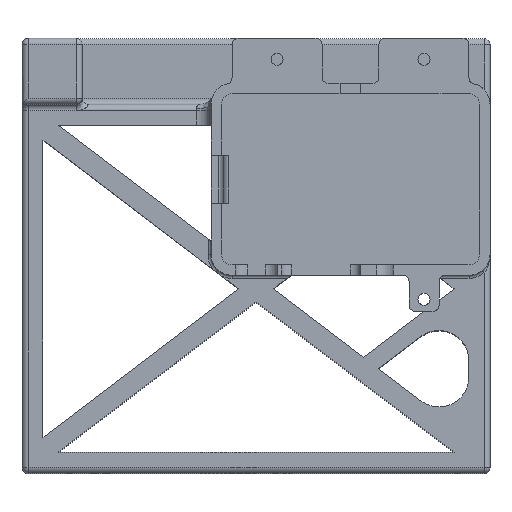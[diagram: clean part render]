
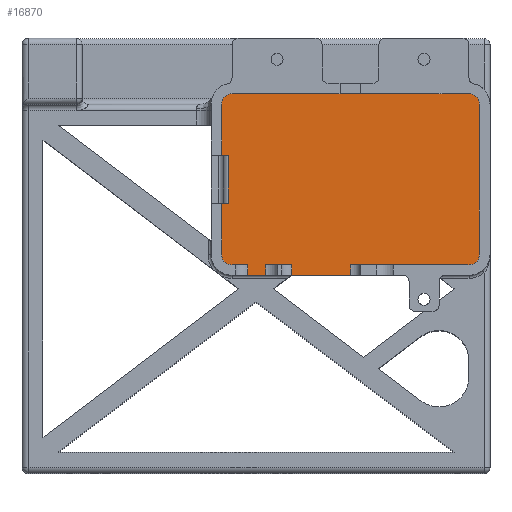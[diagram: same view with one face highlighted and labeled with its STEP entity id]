
A CAD part, top view. The second image highlights one B-rep face of the part: STEP entity #16870.
In plain terms, the highlighted planar face has unit normal (0, 0, 1).
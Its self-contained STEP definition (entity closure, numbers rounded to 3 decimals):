
#235=LINE('',#25670,#2522);
#237=LINE('',#25679,#2524);
#239=LINE('',#25685,#2526);
#241=LINE('',#25694,#2528);
#242=LINE('',#25699,#2529);
#243=LINE('',#25701,#2530);
#244=LINE('',#25704,#2531);
#245=LINE('',#25705,#2532);
#246=LINE('',#25707,#2533);
#247=LINE('',#25708,#2534);
#248=LINE('',#25710,#2535);
#249=LINE('',#25714,#2536);
#250=LINE('',#25718,#2537);
#251=LINE('',#25722,#2538);
#252=LINE('',#25724,#2539);
#253=LINE('',#25725,#2540);
#2522=VECTOR('',#18864,10.);
#2524=VECTOR('',#18872,10.);
#2526=VECTOR('',#18878,10.);
#2528=VECTOR('',#18886,10.);
#2529=VECTOR('',#18891,10.);
#2530=VECTOR('',#18892,10.);
#2531=VECTOR('',#18895,10.);
#2532=VECTOR('',#18896,10.);
#2533=VECTOR('',#18897,10.);
#2534=VECTOR('',#18898,10.);
#2535=VECTOR('',#18899,10.);
#2536=VECTOR('',#18902,10.);
#2537=VECTOR('',#18905,10.);
#2538=VECTOR('',#18908,10.);
#2539=VECTOR('',#18909,10.);
#2540=VECTOR('',#18910,10.);
#4795=PLANE('',#17772);
#5539=FACE_OUTER_BOUND('',#6413,.T.);
#6413=EDGE_LOOP('',(#11862,#11863,#11864,#11865,#11866,#11867,#11868,#11869,
#11870,#11871,#11872,#11873,#11874,#11875,#11876,#11877,#11878,#11879,#11880,
#11881));
#7368=CIRCLE('',#17773,3.5);
#7369=CIRCLE('',#17774,3.5);
#7370=CIRCLE('',#17775,3.5);
#7371=CIRCLE('',#17776,3.5);
#7639=VERTEX_POINT('',#25667);
#7640=VERTEX_POINT('',#25669);
#7643=VERTEX_POINT('',#25676);
#7644=VERTEX_POINT('',#25678);
#7646=VERTEX_POINT('',#25684);
#7649=VERTEX_POINT('',#25691);
#7650=VERTEX_POINT('',#25693);
#7651=VERTEX_POINT('',#25697);
#7652=VERTEX_POINT('',#25698);
#7653=VERTEX_POINT('',#25700);
#7654=VERTEX_POINT('',#25702);
#7655=VERTEX_POINT('',#25706);
#7656=VERTEX_POINT('',#25709);
#7657=VERTEX_POINT('',#25711);
#7658=VERTEX_POINT('',#25713);
#7659=VERTEX_POINT('',#25715);
#7660=VERTEX_POINT('',#25717);
#7661=VERTEX_POINT('',#25719);
#7662=VERTEX_POINT('',#25721);
#7663=VERTEX_POINT('',#25723);
#9305=EDGE_CURVE('',#7640,#7639,#235,.T.);
#9309=EDGE_CURVE('',#7644,#7643,#237,.T.);
#9312=EDGE_CURVE('',#7646,#7640,#239,.T.);
#9316=EDGE_CURVE('',#7649,#7650,#241,.T.);
#9318=EDGE_CURVE('',#7651,#7652,#242,.T.);
#9319=EDGE_CURVE('',#7652,#7653,#243,.T.);
#9320=EDGE_CURVE('',#7653,#7654,#7368,.T.);
#9321=EDGE_CURVE('',#7654,#7650,#244,.T.);
#9322=EDGE_CURVE('',#7646,#7649,#245,.T.);
#9323=EDGE_CURVE('',#7655,#7639,#246,.T.);
#9324=EDGE_CURVE('',#7644,#7655,#247,.T.);
#9325=EDGE_CURVE('',#7643,#7656,#248,.T.);
#9326=EDGE_CURVE('',#7656,#7657,#7369,.T.);
#9327=EDGE_CURVE('',#7657,#7658,#249,.T.);
#9328=EDGE_CURVE('',#7658,#7659,#7370,.T.);
#9329=EDGE_CURVE('',#7659,#7660,#250,.T.);
#9330=EDGE_CURVE('',#7660,#7661,#7371,.T.);
#9331=EDGE_CURVE('',#7661,#7662,#251,.T.);
#9332=EDGE_CURVE('',#7662,#7663,#252,.T.);
#9333=EDGE_CURVE('',#7651,#7663,#253,.T.);
#11862=ORIENTED_EDGE('',*,*,#9318,.T.);
#11863=ORIENTED_EDGE('',*,*,#9319,.T.);
#11864=ORIENTED_EDGE('',*,*,#9320,.T.);
#11865=ORIENTED_EDGE('',*,*,#9321,.T.);
#11866=ORIENTED_EDGE('',*,*,#9316,.F.);
#11867=ORIENTED_EDGE('',*,*,#9322,.F.);
#11868=ORIENTED_EDGE('',*,*,#9312,.T.);
#11869=ORIENTED_EDGE('',*,*,#9305,.T.);
#11870=ORIENTED_EDGE('',*,*,#9323,.F.);
#11871=ORIENTED_EDGE('',*,*,#9324,.F.);
#11872=ORIENTED_EDGE('',*,*,#9309,.T.);
#11873=ORIENTED_EDGE('',*,*,#9325,.T.);
#11874=ORIENTED_EDGE('',*,*,#9326,.T.);
#11875=ORIENTED_EDGE('',*,*,#9327,.T.);
#11876=ORIENTED_EDGE('',*,*,#9328,.T.);
#11877=ORIENTED_EDGE('',*,*,#9329,.T.);
#11878=ORIENTED_EDGE('',*,*,#9330,.T.);
#11879=ORIENTED_EDGE('',*,*,#9331,.T.);
#11880=ORIENTED_EDGE('',*,*,#9332,.T.);
#11881=ORIENTED_EDGE('',*,*,#9333,.F.);
#16870=ADVANCED_FACE('',(#5539),#4795,.T.);
#17772=AXIS2_PLACEMENT_3D('',#25696,#18889,#18890);
#17773=AXIS2_PLACEMENT_3D('',#25703,#18893,#18894);
#17774=AXIS2_PLACEMENT_3D('',#25712,#18900,#18901);
#17775=AXIS2_PLACEMENT_3D('',#25716,#18903,#18904);
#17776=AXIS2_PLACEMENT_3D('',#25720,#18906,#18907);
#18864=DIRECTION('',(1.,0.,0.));
#18872=DIRECTION('',(0.,1.,0.));
#18878=DIRECTION('',(0.,1.,0.));
#18886=DIRECTION('',(0.,1.,0.));
#18889=DIRECTION('center_axis',(0.,0.,
1.));
#18890=DIRECTION('ref_axis',(1.,0.,0.));
#18891=DIRECTION('',(-1.,0.,0.));
#18892=DIRECTION('',(0.,-1.,0.));
#18893=DIRECTION('center_axis',(0.,0.,
1.));
#18894=DIRECTION('ref_axis',(-1.,0.,0.));
#18895=DIRECTION('',(1.,0.,0.));
#18896=DIRECTION('',(-1.,0.,0.));
#18897=DIRECTION('',(0.,1.,0.));
#18898=DIRECTION('',(-1.,0.,0.));
#18899=DIRECTION('',(1.,0.,0.));
#18900=DIRECTION('center_axis',(0.,0.,
1.));
#18901=DIRECTION('ref_axis',(0.,-1.,0.));
#18902=DIRECTION('',(0.,1.,0.));
#18903=DIRECTION('center_axis',(0.,0.,
1.));
#18904=DIRECTION('ref_axis',(1.,0.,0.));
#18905=DIRECTION('',(-1.,0.,0.));
#18906=DIRECTION('center_axis',(0.,0.,
1.));
#18907=DIRECTION('ref_axis',(0.,1.,0.));
#18908=DIRECTION('',(0.,-1.,0.));
#18909=DIRECTION('',(1.,0.,0.));
#18910=DIRECTION('',(0.,1.,0.));
#25667=CARTESIAN_POINT('',(-9.55,-28.5,-2.369));
#25669=CARTESIAN_POINT('',(-18.3,-28.5,-2.369));
#25670=CARTESIAN_POINT('',(29.749,-28.5,-2.369));
#25676=CARTESIAN_POINT('',(10.05,-28.5,-2.369));
#25678=CARTESIAN_POINT('',(10.05,-32.,-2.369));
#25679=CARTESIAN_POINT('',(10.05,-32.,-2.369));
#25684=CARTESIAN_POINT('',(-18.3,-32.,-2.369));
#25685=CARTESIAN_POINT('',(-18.3,-32.,-2.369));
#25691=CARTESIAN_POINT('',(-24.3,-32.,-2.369));
#25693=CARTESIAN_POINT('',(-24.3,-28.5,-2.369));
#25694=CARTESIAN_POINT('',(-24.3,-32.,-2.369));
#25696=CARTESIAN_POINT('Origin',(9.999,0.,
-2.369));
#25697=CARTESIAN_POINT('',(-30.705,-8.,-2.369));
#25698=CARTESIAN_POINT('',(-33.,-8.,-2.369));
#25699=CARTESIAN_POINT('',(-13.25,-8.,-2.369));
#25700=CARTESIAN_POINT('',(-33.,-25.,-2.369));
#25701=CARTESIAN_POINT('',(-33.,-12.5,-2.369));
#25702=CARTESIAN_POINT('',(-29.5,-28.5,-2.369));
#25703=CARTESIAN_POINT('Origin',(-29.5,-25.,-2.369));
#25704=CARTESIAN_POINT('',(29.749,-28.5,-2.369));
#25705=CARTESIAN_POINT('',(-23.9,-32.,-2.369));
#25706=CARTESIAN_POINT('',(-9.55,-32.,-2.369));
#25707=CARTESIAN_POINT('',(-9.55,-32.,-2.369));
#25708=CARTESIAN_POINT('',(-9.725,-32.,-2.369));
#25709=CARTESIAN_POINT('',(49.499,-28.5,-2.369));
#25710=CARTESIAN_POINT('',(29.749,-28.5,-2.369));
#25711=CARTESIAN_POINT('',(52.999,-25.,-2.369));
#25712=CARTESIAN_POINT('Origin',(49.499,-25.,-2.369));
#25713=CARTESIAN_POINT('',(52.999,25.,-2.369));
#25714=CARTESIAN_POINT('',(52.999,12.5,-2.369));
#25715=CARTESIAN_POINT('',(49.499,28.5,-2.369));
#25716=CARTESIAN_POINT('Origin',(49.499,25.,-2.369));
#25717=CARTESIAN_POINT('',(-29.5,28.5,-2.369));
#25718=CARTESIAN_POINT('',(-9.75,28.5,-2.369));
#25719=CARTESIAN_POINT('',(-33.,25.,-2.369));
#25720=CARTESIAN_POINT('Origin',(-29.5,25.,-2.369));
#25721=CARTESIAN_POINT('',(-33.,8.,-2.369));
#25722=CARTESIAN_POINT('',(-33.,-12.5,-2.369));
#25723=CARTESIAN_POINT('',(-30.705,8.,-2.369));
#25724=CARTESIAN_POINT('',(-13.25,8.,-2.369));
#25725=CARTESIAN_POINT('',(-30.705,0.,-2.369));
